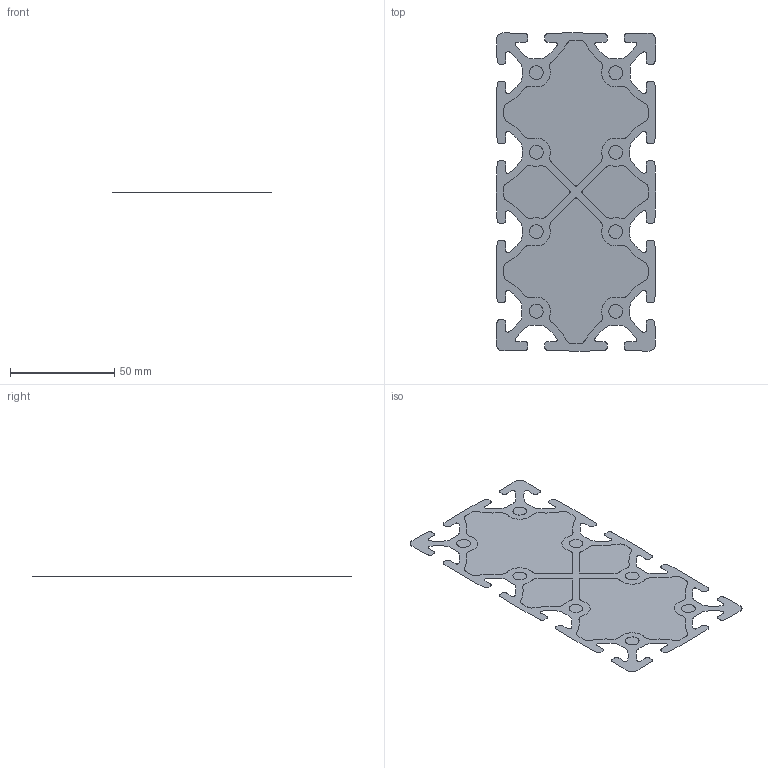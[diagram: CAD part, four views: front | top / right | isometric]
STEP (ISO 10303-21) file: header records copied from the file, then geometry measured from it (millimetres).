
FILE_DESCRIPTION((''),'2;1');
FILE_NAME('15QE3060.stp','2006-03-13T15:27:33',('Shawn Mantel'),('Faztek, LLC'),'Mechanical Desktop 2005','Mechanical Desktop 2005',', , ');
FILE_SCHEMA(('CONFIG_CONTROL_DESIGN'));
Length unit declared in the file: inch
Products named in the file (1): Product
Bounding box: 76.27 x 152.39 x 0 mm (x, y, z)
Surface area: 15797.7 mm2 (no closed solid volume)
Topology: 0 solids, 0 shells, 13 faces, 426 edges, 426 vertices
Faces by surface type: bspline 13
Entity records: 5183 total; most frequent: CARTESIAN_POINT 3621, PCURVE 426, COMPOSITE_CURVE_SEGMENT 426, B_SPLINE_CURVE_WITH_KNOTS 284, QUASI_UNIFORM_CURVE 284, B_SPLINE_SURFACE_WITH_KNOTS 13, OUTER_BOUNDARY_CURVE 13, CURVE_BOUNDED_SURFACE 13
